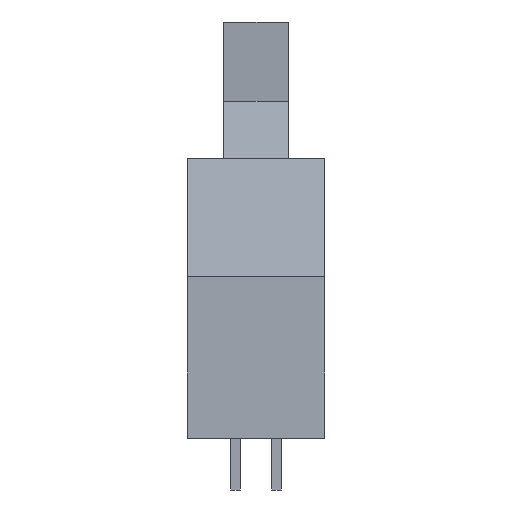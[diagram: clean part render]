
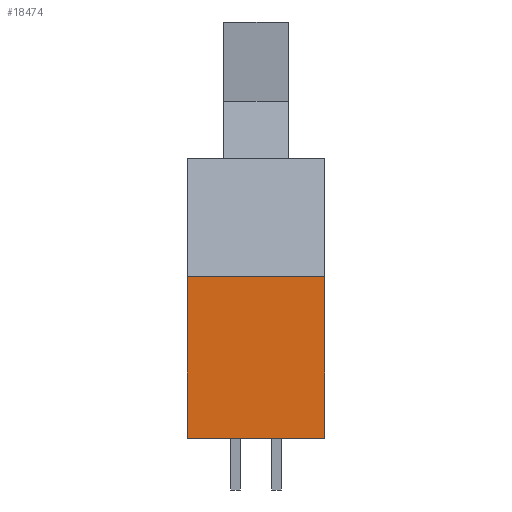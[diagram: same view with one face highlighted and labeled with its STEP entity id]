
A CAD part, left-side view. The second image highlights one B-rep face of the part: STEP entity #18474.
In plain terms, the highlighted planar face has unit normal (-1, 0, 0).
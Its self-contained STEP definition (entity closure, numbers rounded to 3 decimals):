
#17989=CARTESIAN_POINT('',(-41.55,4.25,0.));
#17990=VERTEX_POINT('',#17989);
#17997=CARTESIAN_POINT('',(-41.55,4.25,10.));
#17998=VERTEX_POINT('',#17997);
#17999=CARTESIAN_POINT('',(-41.55,4.25,5.));
#18000=DIRECTION('',(-0.0,0.0,-1.0));
#18001=VECTOR('',#18000,1.0);
#18002=LINE('',#17999,#18001);
#18003=EDGE_CURVE('n� 504',#17998,#17990,#18002,.T.);
#18427=CARTESIAN_POINT('',(-41.55,-4.25,10.));
#18428=VERTEX_POINT('',#18427);
#18437=CARTESIAN_POINT('',(-41.55,-0.0,10.));
#18438=DIRECTION('',(-0.0,1.0,0.0));
#18439=VECTOR('',#18438,1.0);
#18440=LINE('',#18437,#18439);
#18441=EDGE_CURVE('n� 501',#18428,#17998,#18440,.T.);
#18451=CARTESIAN_POINT('',(-41.55,-4.25,0.));
#18452=VERTEX_POINT('',#18451);
#18453=CARTESIAN_POINT('',(-41.55,-4.25,8.65));
#18454=DIRECTION('',(-0.0,0.0,-1.0));
#18455=VECTOR('',#18454,1.0);
#18456=LINE('',#18453,#18455);
#18457=EDGE_CURVE('n� 78',#18428,#18452,#18456,.T.);
#18458=ORIENTED_EDGE('',*,*,#18457,.F.);
#18459=ORIENTED_EDGE('',*,*,#18441,.T.);
#18460=ORIENTED_EDGE('',*,*,#18003,.T.);
#18461=CARTESIAN_POINT('',(-41.55,-0.0,0.));
#18462=DIRECTION('',(0.0,1.0,0.0));
#18463=VECTOR('',#18462,1.0);
#18464=LINE('',#18461,#18463);
#18465=EDGE_CURVE('n� 367',#18452,#17990,#18464,.T.);
#18466=ORIENTED_EDGE('',*,*,#18465,.F.);
#18467=EDGE_LOOP('',(#18458,#18459,#18460,#18466));
#18468=FACE_OUTER_BOUND('',#18467,.T.);
#18469=CARTESIAN_POINT('',(-41.55,4.25,10.));
#18470=DIRECTION('',(-1.0,-0.0,0.0));
#18471=DIRECTION('',(0.0,0.0,-1.0));
#18472=AXIS2_PLACEMENT_3D('',#18469,#18470,#18471);
#18473=PLANE('',#18472);
#18474=ADVANCED_FACE('n� 498',(#18468),#18473,.T.);
